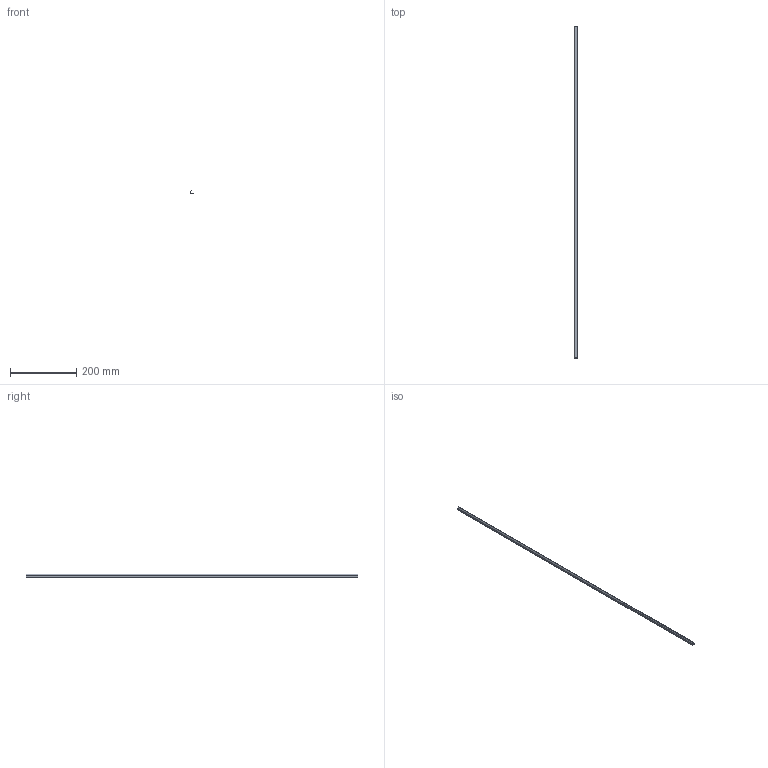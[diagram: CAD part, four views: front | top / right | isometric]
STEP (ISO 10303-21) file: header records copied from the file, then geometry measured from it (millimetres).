
FILE_DESCRIPTION(/* description */ ('Unknown'),/* implementation_level */ '2;1');
FILE_NAME(/* name */ '309101099',/* time_stamp */ '2024-09-05T09:50:22+08:00',/* author */ ('Unknown'),/* organization */ ('Unknown'),/* preprocessor_version */ 'ST-DEVELOPER v19.4',/* originating_system */ 'Solid Edge',/* authorisation */ 'Unknown');
FILE_SCHEMA (('AUTOMOTIVE_DESIGN {1 0 10303 214 3 1 1}'));
Length unit declared in the file: millimetre
Products named in the file (5): 309101099; NiCu-woven; Foam; Glue; Released Tape
Assembly tree (4 placements, depth 2):
  309101099
    NiCu-woven
    Foam
    Glue
    Released Tape
Bounding box: 10 x 1000 x 10.19 mm (x, y, z)
Volume: 23285 mm3; surface area: 136467.5 mm2
Topology: 4 solids, 4 shells, 43 faces, 105 edges, 70 vertices
Faces by surface type: plane 37, cylinder 6
Entity records: 1384 total; most frequent: CARTESIAN_POINT 223, DIRECTION 213, ORIENTED_EDGE 210, EDGE_CURVE 105, LINE 93, VECTOR 93, VERTEX_POINT 70, AXIS2_PLACEMENT_3D 60
